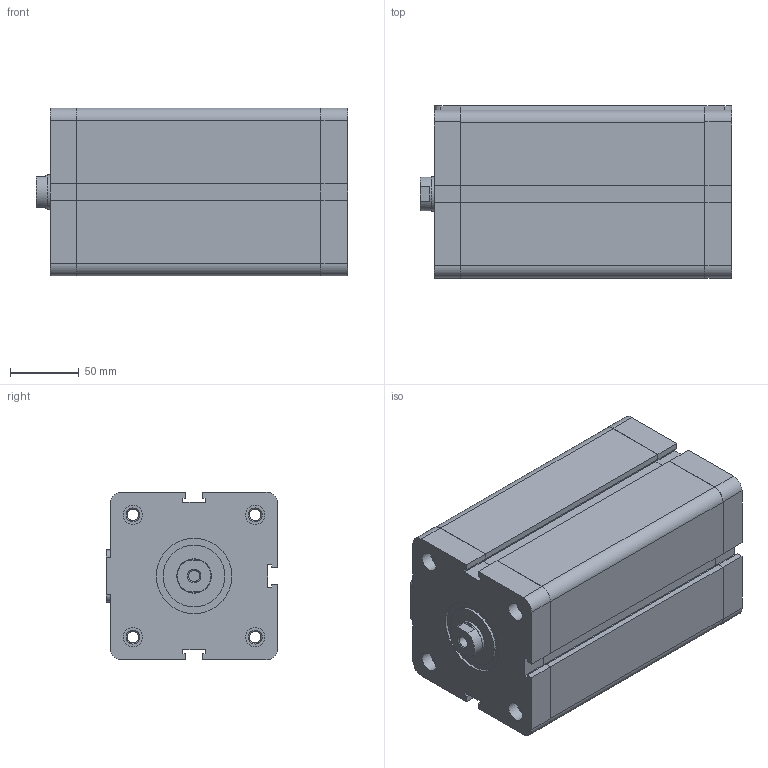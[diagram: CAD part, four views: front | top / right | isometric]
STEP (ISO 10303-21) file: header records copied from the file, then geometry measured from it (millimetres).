
FILE_DESCRIPTION(/* description */ ('STEP AP214'),/* implementation_level */ '2;1');
FILE_NAME(/* name */ '1561.100.150.01.1 (0)',/* time_stamp */ '2022-12-21T14:42:10+01:00',/* author */ ('License CC BY-ND 4.0'),/* organization */ ('CADENAS'),/* preprocessor_version */ 'ST-DEVELOPER v18.102',/* originating_system */ 'PARTsolutions',/* authorisation */ ' ');
FILE_SCHEMA (('AUTOMOTIVE_DESIGN {1 0 10303 214 3 1 1}'));
Length unit declared in the file: millimetre
Products named in the file (6): 1561.100.150.01.1 (0); 100-stelo 150 0 01 1 01 0 150; 100-testata_post 1 6; 100-camicia6115001; 100-testata_ant 1 6; 1561.100.150.01.1 (0) 150 0  _dummy
Assembly tree (5 placements, depth 2):
  1561.100.150.01.1 (0)
    100-stelo 150 0 01 1 01 0 150
    100-testata_post 1 6
    100-camicia6115001
    100-testata_ant 1 6
    1561.100.150.01.1 (0) 150 0  _dummy
Bounding box: 226.5 x 125 x 122 mm (x, y, z)
Volume: 1495291.1 mm3; surface area: 390246.8 mm2
Topology: 4 solids, 4 shells, 246 faces, 661 edges, 441 vertices
Faces by surface type: plane 165, cylinder 70, cone 11
Full cylindrical faces by diameter (mm): 6 x2, 8.376 x9, 11.445 x2, 14 x8, 24.5 x1, 25 x1, 25.1 x1, 45 x2, 55 x2, 100 x2
Entity records: 7603 total; most frequent: CARTESIAN_POINT 1293, DIRECTION 1268, ORIENTED_EDGE 1220, EDGE_CURVE 610, LINE 456, VECTOR 456, VERTEX_POINT 430, AXIS2_PLACEMENT_3D 406
